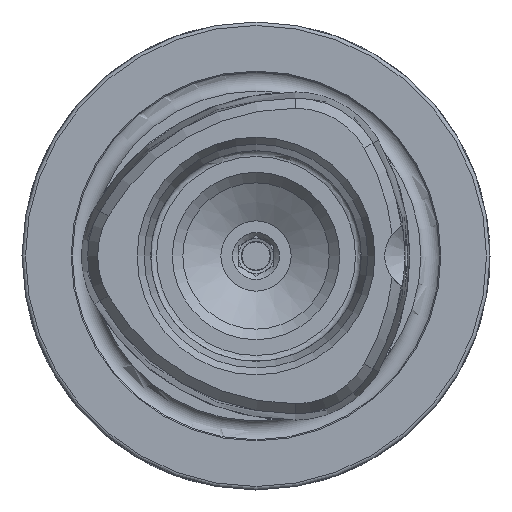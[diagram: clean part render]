
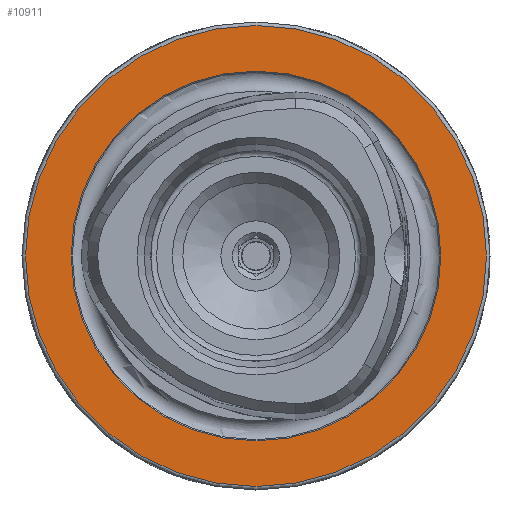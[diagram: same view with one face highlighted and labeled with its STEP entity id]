
A CAD part, left-side view. The second image highlights one B-rep face of the part: STEP entity #10911.
In plain terms, the highlighted planar face has unit normal (-1, 0, 0).
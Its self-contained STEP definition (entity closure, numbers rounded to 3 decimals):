
#117 = ORIENTED_EDGE ( 'NONE', *, *, #6059, .T. ) ;
#724 = DIRECTION ( 'NONE',  ( -1., 0., 0. ) ) ;
#804 = DIRECTION ( 'NONE',  ( 1., 0., 0. ) ) ;
#870 = AXIS2_PLACEMENT_3D ( 'NONE', #9384, #804, #13543 ) ;
#1556 = DIRECTION ( 'NONE',  ( 0., 0., 1. ) ) ;
#1773 = CIRCLE ( 'NONE', #4742, 15.8 ) ;
#2229 = FACE_OUTER_BOUND ( 'NONE', #9564, .T. ) ;
#3711 = CARTESIAN_POINT ( 'NONE',  ( 0., 0., 19.7 ) ) ;
#4742 = AXIS2_PLACEMENT_3D ( 'NONE', #9168, #724, #12210 ) ;
#4758 = CARTESIAN_POINT ( 'NONE',  ( 0., 0., 0. ) ) ;
#4926 = VERTEX_POINT ( 'NONE', #3711 ) ;
#6059 = EDGE_CURVE ( 'NONE', #4926, #4926, #9633, .T. ) ;
#6178 = FACE_BOUND ( 'NONE', #13152, .T. ) ;
#7699 = ORIENTED_EDGE ( 'NONE', *, *, #8714, .F. ) ;
#8212 = VERTEX_POINT ( 'NONE', #11253 ) ;
#8714 = EDGE_CURVE ( 'NONE', #8212, #8212, #1773, .T. ) ;
#9168 = CARTESIAN_POINT ( 'NONE',  ( 0., 0., 0. ) ) ;
#9384 = CARTESIAN_POINT ( 'NONE',  ( 0., 15.8, 0. ) ) ;
#9564 = EDGE_LOOP ( 'NONE', ( #117 ) ) ;
#9633 = CIRCLE ( 'NONE', #12787, 19.7 ) ;
#9892 = DIRECTION ( 'NONE',  ( -1., 0., 0. ) ) ;
#10911 = ADVANCED_FACE ( 'NONE', ( #6178, #2229 ), #12332, .F. ) ;
#11253 = CARTESIAN_POINT ( 'NONE',  ( 0., 0., 15.8 ) ) ;
#12210 = DIRECTION ( 'NONE',  ( 0., 0., 1. ) ) ;
#12332 = PLANE ( 'NONE',  #870 ) ;
#12787 = AXIS2_PLACEMENT_3D ( 'NONE', #4758, #9892, #1556 ) ;
#13152 = EDGE_LOOP ( 'NONE', ( #7699 ) ) ;
#13543 = DIRECTION ( 'NONE',  ( 0., 0., -1. ) ) ;
